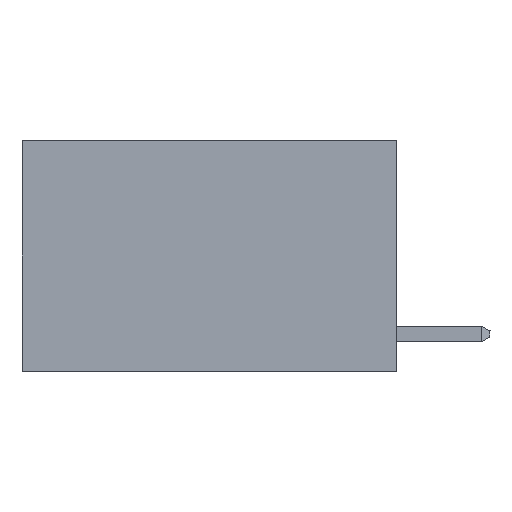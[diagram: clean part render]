
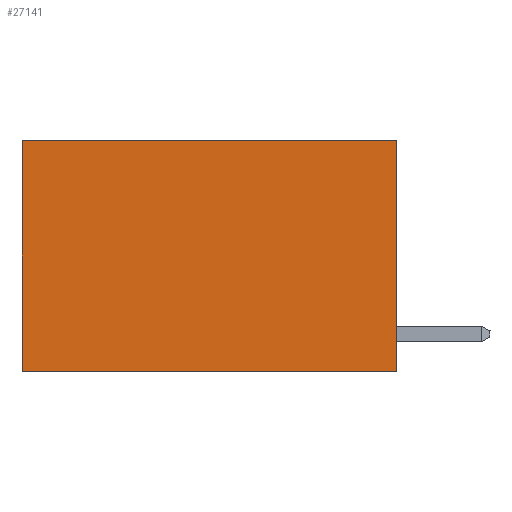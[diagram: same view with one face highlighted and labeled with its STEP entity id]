
A CAD part, left-side view. The second image highlights one B-rep face of the part: STEP entity #27141.
In plain terms, the highlighted planar face has unit normal (-1, 0, 0).
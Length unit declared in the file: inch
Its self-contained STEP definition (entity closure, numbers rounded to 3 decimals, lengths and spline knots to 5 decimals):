
#3454 = PLANE ( 'NONE',  #8037 ) ;
#4269 = VECTOR ( 'NONE', #24840, 39.37008 ) ;
#6016 = CARTESIAN_POINT ( 'NONE',  ( 0.2625, 0.6, 0. ) ) ;
#6285 = VECTOR ( 'NONE', #8440, 39.37008 ) ;
#8037 = AXIS2_PLACEMENT_3D ( 'NONE', #25073, #9812, #12104 ) ;
#8298 = VERTEX_POINT ( 'NONE', #10185 ) ;
#8440 = DIRECTION ( 'NONE',  ( 0., 1., 0. ) ) ;
#9566 = ORIENTED_EDGE ( 'NONE', *, *, #22516, .F. ) ;
#9681 = CARTESIAN_POINT ( 'NONE',  ( 0.2625, 0., -0.37 ) ) ;
#9812 = DIRECTION ( 'NONE',  ( 1., 0., 0. ) ) ;
#10165 = LINE ( 'NONE', #6016, #25526 ) ;
#10185 = CARTESIAN_POINT ( 'NONE',  ( 0.2625, 0., 0. ) ) ;
#10699 = EDGE_LOOP ( 'NONE', ( #19698, #19102, #9566, #13966 ) ) ;
#10759 = FACE_OUTER_BOUND ( 'NONE', #10699, .T. ) ;
#11161 = EDGE_CURVE ( 'NONE', #13917, #22954, #13473, .T. ) ;
#11312 = EDGE_CURVE ( 'NONE', #8298, #19280, #18249, .T. ) ;
#12104 = DIRECTION ( 'NONE',  ( 0., 0., -1. ) ) ;
#13473 = LINE ( 'NONE', #9681, #14825 ) ;
#13917 = VERTEX_POINT ( 'NONE', #14928 ) ;
#13966 = ORIENTED_EDGE ( 'NONE', *, *, #11312, .T. ) ;
#14478 = LINE ( 'NONE', #26777, #4269 ) ;
#14788 = CARTESIAN_POINT ( 'NONE',  ( 0.2625, 0.6, 0. ) ) ;
#14825 = VECTOR ( 'NONE', #18506, 39.37008 ) ;
#14928 = CARTESIAN_POINT ( 'NONE',  ( 0.2625, 0., -0.37 ) ) ;
#18249 = LINE ( 'NONE', #19522, #6285 ) ;
#18506 = DIRECTION ( 'NONE',  ( 0., 1., 0. ) ) ;
#19102 = ORIENTED_EDGE ( 'NONE', *, *, #11161, .F. ) ;
#19280 = VERTEX_POINT ( 'NONE', #14788 ) ;
#19522 = CARTESIAN_POINT ( 'NONE',  ( 0.2625, 0., 0. ) ) ;
#19698 = ORIENTED_EDGE ( 'NONE', *, *, #25437, .T. ) ;
#22048 = CARTESIAN_POINT ( 'NONE',  ( 0.2625, 0.6, -0.37 ) ) ;
#22516 = EDGE_CURVE ( 'NONE', #8298, #13917, #14478, .T. ) ;
#22954 = VERTEX_POINT ( 'NONE', #22048 ) ;
#23443 = DIRECTION ( 'NONE',  ( 0., 0., -1. ) ) ;
#24840 = DIRECTION ( 'NONE',  ( 0., 0., -1. ) ) ;
#25073 = CARTESIAN_POINT ( 'NONE',  ( 0.2625, 0., 0. ) ) ;
#25437 = EDGE_CURVE ( 'NONE', #19280, #22954, #10165, .T. ) ;
#25526 = VECTOR ( 'NONE', #23443, 39.37008 ) ;
#26777 = CARTESIAN_POINT ( 'NONE',  ( 0.2625, 0., 0. ) ) ;
#27141 = ADVANCED_FACE ( 'NONE', ( #10759 ), #3454, .F. ) ;
